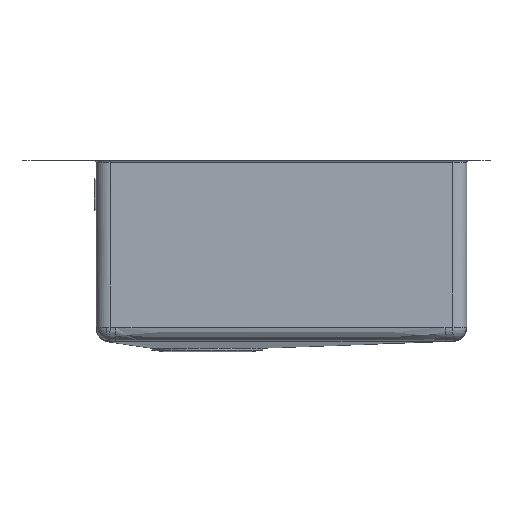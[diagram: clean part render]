
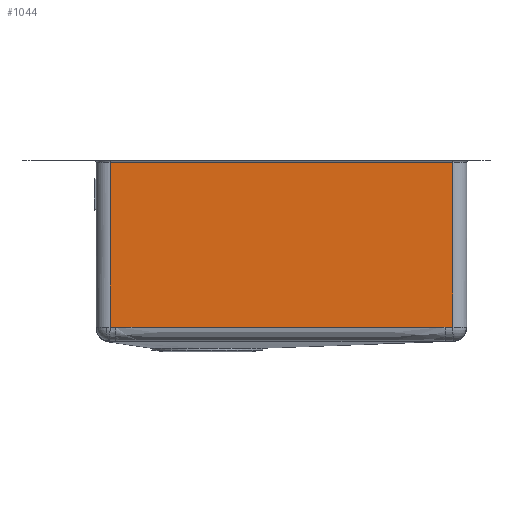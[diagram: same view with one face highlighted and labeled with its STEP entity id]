
A CAD part, front view. The second image highlights one B-rep face of the part: STEP entity #1044.
In plain terms, the highlighted planar face has unit normal (0, -1, 0).
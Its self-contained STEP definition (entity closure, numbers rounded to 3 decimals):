
#361=CARTESIAN_POINT('Line Origine',(-185.,-355.,-98.75)) ;
#365=CARTESIAN_POINT('Vertex',(-185.,-355.,-2.5)) ;
#367=CARTESIAN_POINT('Vertex',(-185.,-355.,-180.334)) ;
#946=CARTESIAN_POINT('Axis2P3D Location',(185.,-355.,-2.5)) ;
#951=CARTESIAN_POINT('Line Origine',(185.,-355.,-91.391)) ;
#955=CARTESIAN_POINT('Vertex',(185.,-355.,-2.5)) ;
#957=CARTESIAN_POINT('Vertex',(185.,-355.,-180.282)) ;
#960=CARTESIAN_POINT('Line Origine',(0.,-355.,-2.5)) ;
#966=CARTESIAN_POINT('Control Point',(-183.121,-355.,-180.337)) ;
#967=CARTESIAN_POINT('Control Point',(-183.505,-355.,-180.337)) ;
#968=CARTESIAN_POINT('Control Point',(-183.889,-355.,-180.336)) ;
#969=CARTESIAN_POINT('Control Point',(-184.232,-355.,-180.336)) ;
#970=CARTESIAN_POINT('Control Point',(-184.616,-355.,-180.335)) ;
#971=CARTESIAN_POINT('Control Point',(-185.,-355.,-180.334)) ;
#972=CARTESIAN_POINT('Vertex',(-183.121,-355.,-180.337)) ;
#976=CARTESIAN_POINT('Control Point',(-178.614,-355.,-180.338)) ;
#977=CARTESIAN_POINT('Control Point',(-179.515,-355.,-180.338)) ;
#978=CARTESIAN_POINT('Control Point',(-180.417,-355.,-180.337)) ;
#979=CARTESIAN_POINT('Control Point',(-181.318,-355.,-180.337)) ;
#980=CARTESIAN_POINT('Control Point',(-182.22,-355.,-180.337)) ;
#981=CARTESIAN_POINT('Control Point',(-183.121,-355.,-180.337)) ;
#982=CARTESIAN_POINT('Vertex',(-178.614,-355.,-180.338)) ;
#986=CARTESIAN_POINT('Control Point',(170.861,-355.,-180.393)) ;
#987=CARTESIAN_POINT('Control Point',(163.76,-355.,-180.392)) ;
#988=CARTESIAN_POINT('Control Point',(156.636,-355.,-180.391)) ;
#989=CARTESIAN_POINT('Control Point',(149.482,-355.,-180.391)) ;
#990=CARTESIAN_POINT('Control Point',(140.515,-355.,-180.39)) ;
#991=CARTESIAN_POINT('Control Point',(131.583,-355.,-180.388)) ;
#992=CARTESIAN_POINT('Control Point',(130.074,-355.,-180.388)) ;
#993=CARTESIAN_POINT('Control Point',(94.641,-355.,-180.384)) ;
#994=CARTESIAN_POINT('Control Point',(59.21,-355.,-180.379)) ;
#995=CARTESIAN_POINT('Control Point',(25.637,-355.,-180.373)) ;
#996=CARTESIAN_POINT('Control Point',(-21.54,-355.,-180.365)) ;
#997=CARTESIAN_POINT('Control Point',(-68.741,-355.,-180.357)) ;
#998=CARTESIAN_POINT('Control Point',(-85.111,-355.,-180.354)) ;
#999=CARTESIAN_POINT('Control Point',(-111.968,-355.,-180.349)) ;
#1000=CARTESIAN_POINT('Control Point',(-138.829,-355.,-180.345)) ;
#1001=CARTESIAN_POINT('Control Point',(-152.09,-355.,-180.342)) ;
#1002=CARTESIAN_POINT('Control Point',(-165.351,-355.,-180.34)) ;
#1003=CARTESIAN_POINT('Control Point',(-178.614,-355.,-180.338)) ;
#1004=CARTESIAN_POINT('Vertex',(170.862,-355.,-180.338)) ;
#1008=CARTESIAN_POINT('Control Point',(176.46,-355.,-180.371)) ;
#1009=CARTESIAN_POINT('Control Point',(175.448,-355.,-180.378)) ;
#1010=CARTESIAN_POINT('Control Point',(174.439,-355.,-180.384)) ;
#1011=CARTESIAN_POINT('Control Point',(173.553,-355.,-180.388)) ;
#1012=CARTESIAN_POINT('Control Point',(172.475,-355.,-180.392)) ;
#1013=CARTESIAN_POINT('Control Point',(171.415,-355.,-180.393)) ;
#1014=CARTESIAN_POINT('Control Point',(171.345,-355.,-180.393)) ;
#1015=CARTESIAN_POINT('Control Point',(171.207,-355.,-180.393)) ;
#1016=CARTESIAN_POINT('Control Point',(171.068,-355.,-180.393)) ;
#1017=CARTESIAN_POINT('Control Point',(170.999,-355.,-180.393)) ;
#1018=CARTESIAN_POINT('Control Point',(170.93,-355.,-180.393)) ;
#1019=CARTESIAN_POINT('Control Point',(170.862,-355.,-180.393)) ;
#1020=CARTESIAN_POINT('Vertex',(176.46,-355.,-180.371)) ;
#1024=CARTESIAN_POINT('Control Point',(185.,-355.,-180.282)) ;
#1025=CARTESIAN_POINT('Control Point',(183.321,-355.,-180.304)) ;
#1026=CARTESIAN_POINT('Control Point',(181.627,-355.,-180.325)) ;
#1027=CARTESIAN_POINT('Control Point',(179.958,-355.,-180.342)) ;
#1028=CARTESIAN_POINT('Control Point',(178.228,-355.,-180.358)) ;
#1029=CARTESIAN_POINT('Control Point',(176.498,-355.,-180.371)) ;
#1030=CARTESIAN_POINT('Control Point',(176.485,-355.,-180.371)) ;
#1031=CARTESIAN_POINT('Control Point',(176.473,-355.,-180.371)) ;
#1032=CARTESIAN_POINT('Control Point',(176.46,-355.,-180.371)) ;
#362=DIRECTION('Vector Direction',(0.,0.,-1.)) ;
#947=DIRECTION('Axis2P3D Direction',(-0.,-1.,-0.)) ;
#948=DIRECTION('Axis2P3D XDirection',(-1.,0.,0.)) ;
#952=DIRECTION('Vector Direction',(0.,0.,-1.)) ;
#961=DIRECTION('Vector Direction',(-1.,0.,0.)) ;
#949=AXIS2_PLACEMENT_3D('Plane Axis2P3D',#946,#947,#948) ;
#1035=ORIENTED_EDGE('',*,*,#959,.F.) ;
#1036=ORIENTED_EDGE('',*,*,#964,.T.) ;
#1037=ORIENTED_EDGE('',*,*,#369,.T.) ;
#1038=ORIENTED_EDGE('',*,*,#974,.F.) ;
#1039=ORIENTED_EDGE('',*,*,#984,.F.) ;
#1040=ORIENTED_EDGE('',*,*,#1006,.T.) ;
#1041=ORIENTED_EDGE('',*,*,#1022,.F.) ;
#1042=ORIENTED_EDGE('',*,*,#1033,.T.) ;
#363=VECTOR('Line Direction',#362,1.) ;
#953=VECTOR('Line Direction',#952,1.) ;
#962=VECTOR('Line Direction',#961,1.) ;
#1044=ADVANCED_FACE('Join.1',(#1043),#950,.T.) ;
#965=B_SPLINE_CURVE_WITH_KNOTS('',5,(#966,#967,#968,#969,#970,#971),.UNSPECIFIED.,.F.,.U.,(6,6),(0.,2.716),.UNSPECIFIED.) ;
#975=B_SPLINE_CURVE_WITH_KNOTS('',5,(#976,#977,#978,#979,#980,#981),.UNSPECIFIED.,.F.,.U.,(6,6),(490.78,497.153),.UNSPECIFIED.) ;
#985=B_SPLINE_CURVE_WITH_KNOTS('',5,(#986,#987,#988,#989,#990,#991,#992,#993,#994,#995,#996,#997,#998,#999,#1000,#1001,#1002,#1003),.UNSPECIFIED.,.F.,.U.,(6,3,3,3,3,6),(0.,50.147,63.148,300.844,397.022,490.78),.UNSPECIFIED.) ;
#1007=B_SPLINE_CURVE_WITH_KNOTS('',5,(#1008,#1009,#1010,#1011,#1012,#1013,#1014,#1015,#1016,#1017,#1018,#1019),.UNSPECIFIED.,.F.,.U.,(6,3,3,6),(12.136,19.238,19.735,20.232),.UNSPECIFIED.) ;
#1023=B_SPLINE_CURVE_WITH_KNOTS('',5,(#1024,#1025,#1026,#1027,#1028,#1029,#1030,#1031,#1032),.UNSPECIFIED.,.F.,.U.,(6,3,6),(0.,12.048,12.136),.UNSPECIFIED.) ;
#369=EDGE_CURVE('',#366,#368,#364,.T.) ;
#959=EDGE_CURVE('',#956,#958,#954,.T.) ;
#964=EDGE_CURVE('',#956,#366,#963,.T.) ;
#974=EDGE_CURVE('',#973,#368,#965,.T.) ;
#984=EDGE_CURVE('',#983,#973,#975,.T.) ;
#1006=EDGE_CURVE('',#983,#1005,#985,.F.) ;
#1022=EDGE_CURVE('',#1021,#1005,#1007,.T.) ;
#1033=EDGE_CURVE('',#1021,#958,#1023,.F.) ;
#1034=EDGE_LOOP('',(#1035,#1036,#1037,#1038,#1039,#1040,#1041,#1042)) ;
#1043=FACE_OUTER_BOUND('',#1034,.T.) ;
#364=LINE('Line',#361,#363) ;
#954=LINE('Line',#951,#953) ;
#963=LINE('Line',#960,#962) ;
#950=PLANE('',#949) ;
#366=VERTEX_POINT('',#365) ;
#368=VERTEX_POINT('',#367) ;
#956=VERTEX_POINT('',#955) ;
#958=VERTEX_POINT('',#957) ;
#973=VERTEX_POINT('',#972) ;
#983=VERTEX_POINT('',#982) ;
#1005=VERTEX_POINT('',#1004) ;
#1021=VERTEX_POINT('',#1020) ;
